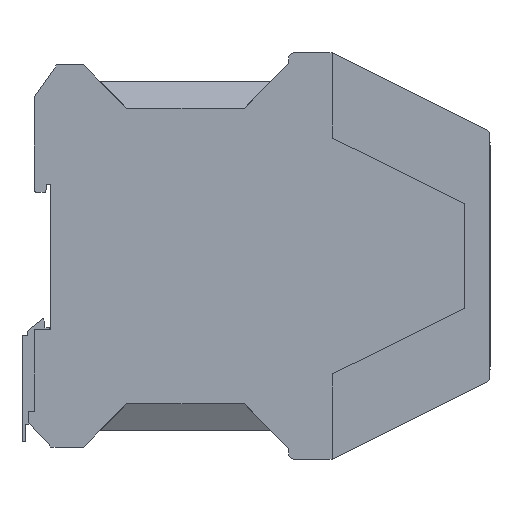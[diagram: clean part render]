
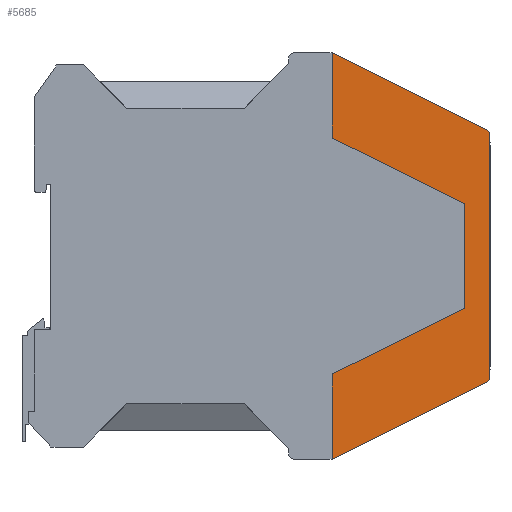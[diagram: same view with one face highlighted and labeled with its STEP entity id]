
A CAD part, left-side view. The second image highlights one B-rep face of the part: STEP entity #5685.
In plain terms, the highlighted planar face has unit normal (-1, 0, 0).
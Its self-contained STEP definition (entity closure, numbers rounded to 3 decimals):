
#4410=CARTESIAN_POINT('POINT4523',(-11.3,-68.5,
   28.75));
#4411=VERTEX_POINT('VERTEX4523',#4410);
#4418=CARTESIAN_POINT('POINT4524',(-11.3,-68.5,
   49.5));
#4419=VERTEX_POINT('VERTEX4524',#4418);
#4420=CARTESIAN_POINT('POS8046',(-11.3,-68.5,
   49.5));
#4421=DIRECTION('DIR10761',(0.,0.,-1.));
#4422=VECTOR('VEC5331',#4421,1.);
#4423=LINE('STRAIGHT5331',#4420,#4422);
#4424=EDGE_CURVE('EDGE6847',#4419,#4411,#4423,.T.);
#4437=CARTESIAN_POINT('POINT4525',(-11.3,-68.5,
   -49.5));
#4438=VERTEX_POINT('VERTEX4525',#4437);
#4441=CARTESIAN_POINT('POINT4526',(-11.3,-68.5,
   -28.75));
#4442=VERTEX_POINT('VERTEX4526',#4441);
#4443=CARTESIAN_POINT('POS8048',(-11.3,-68.5,
   -28.75));
#4444=DIRECTION('DIR10764',(0.,0.,-1.));
#4445=VECTOR('VEC5332',#4444,1.);
#4446=LINE('STRAIGHT5332',#4443,#4445);
#4447=EDGE_CURVE('EDGE6850',#4442,#4438,#4446,.T.);
#4465=CARTESIAN_POINT('POINT4527',(-11.3,-100.7,-12.7));
#4466=VERTEX_POINT('VERTEX4527',#4465);
#4467=CARTESIAN_POINT('POS8051',(-11.3,-100.7,-12.7));
#4468=DIRECTION('DIR10768',(0.,0.895,
   -0.446));
#4469=VECTOR('VEC5334',#4468,1.);
#4470=LINE('STRAIGHT5334',#4467,#4469);
#4471=EDGE_CURVE('EDGE6852',#4466,#4442,#4470,.T.);
#4489=CARTESIAN_POINT('POINT4528',(-11.3,-100.7,12.7));
#4490=VERTEX_POINT('VERTEX4528',#4489);
#4491=CARTESIAN_POINT('POS8054',(-11.3,-100.7,12.7));
#4492=DIRECTION('DIR10772',(0.,0.,-1.));
#4493=VECTOR('VEC5336',#4492,1.);
#4494=LINE('STRAIGHT5336',#4491,#4493);
#4495=EDGE_CURVE('EDGE6854',#4490,#4466,#4494,.T.);
#4513=CARTESIAN_POINT('POS8057',(-11.3,-68.5,
   28.75));
#4514=DIRECTION('DIR10776',(0.,-0.895,
   -0.446));
#4515=VECTOR('VEC5338',#4514,1.);
#4516=LINE('STRAIGHT5338',#4513,#4515);
#4517=EDGE_CURVE('EDGE6856',#4411,#4490,#4516,.T.);
#4950=CARTESIAN_POINT('POINT4556',(-11.3,-106.169,
   30.714));
#4951=VERTEX_POINT('VERTEX4556',#4950);
#4952=CARTESIAN_POINT('POS8102',(-11.3,-106.169,
   30.714));
#4953=DIRECTION('DIR10831',(0.,0.895,
   0.446));
#4954=VECTOR('VEC5373',#4953,1.);
#4955=LINE('STRAIGHT5373',#4952,#4954);
#4956=EDGE_CURVE('EDGE6895',#4951,#4419,#4955,.T.);
#5379=CARTESIAN_POINT('POINT4581',(-11.3,-106.169,
   -30.714));
#5380=VERTEX_POINT('VERTEX4581',#5379);
#5387=CARTESIAN_POINT('POS8147',(-11.3,-68.5,
   -49.5));
#5388=DIRECTION('DIR10886',(0.,-0.895,
   0.446));
#5389=VECTOR('VEC5408',#5388,1.);
#5390=LINE('STRAIGHT5408',#5387,#5389);
#5391=EDGE_CURVE('EDGE6933',#4438,#5380,#5390,.T.);
#5631=CARTESIAN_POINT('POINT4594',(-11.3,-107.,
   -29.372));
#5632=VERTEX_POINT('VERTEX4594',#5631);
#5639=CARTESIAN_POINT('POS8172',(-11.3,-105.5,
   -29.372));
#5640=DIRECTION('DIR10922',(-1.,0.,0.));
#5641=DIRECTION('DIR10923',(0.,-0.446,
   -0.895));
#5642=AXIS2_PLACEMENT_3D('AXIS2751',#5639,#5640,#5641);
#5643=CIRCLE('ELLIPSE660',#5642,1.5);
#5644=EDGE_CURVE('EDGE6958',#5380,#5632,#5643,.T.);
#5655=ORIENTED_EDGE('COEDGE13856',*,*,#4517,.T.);
#5656=ORIENTED_EDGE('COEDGE13857',*,*,#4495,.T.);
#5657=ORIENTED_EDGE('COEDGE13858',*,*,#4471,.T.);
#5658=ORIENTED_EDGE('COEDGE13859',*,*,#4447,.T.);
#5659=ORIENTED_EDGE('COEDGE13860',*,*,#5391,.T.);
#5660=ORIENTED_EDGE('COEDGE13861',*,*,#5644,.T.);
#5661=CARTESIAN_POINT('POINT4595',(-11.3,-107.,
   29.372));
#5662=VERTEX_POINT('VERTEX4595',#5661);
#5663=CARTESIAN_POINT('POS8174',(-11.3,-107.,
   -29.372));
#5664=DIRECTION('DIR10926',(0.,0.,1.));
#5665=VECTOR('VEC5422',#5664,1.);
#5666=LINE('STRAIGHT5422',#5663,#5665);
#5667=EDGE_CURVE('EDGE6959',#5632,#5662,#5666,.T.);
#5668=ORIENTED_EDGE('COEDGE13862',*,*,#5667,.T.);
#5669=CARTESIAN_POINT('POS8175',(-11.3,-105.5,
   29.372));
#5670=DIRECTION('DIR10927',(-1.,0.,0.));
#5671=DIRECTION('DIR10928',(0.,-1.,0.));
#5672=AXIS2_PLACEMENT_3D('AXIS2753',#5669,#5670,#5671);
#5673=CIRCLE('ELLIPSE661',#5672,1.5);
#5674=EDGE_CURVE('EDGE6960',#5662,#4951,#5673,.T.);
#5675=ORIENTED_EDGE('COEDGE13863',*,*,#5674,.T.);
#5676=ORIENTED_EDGE('COEDGE13864',*,*,#4956,.T.);
#5677=ORIENTED_EDGE('COEDGE13865',*,*,#4424,.T.);
#5678=EDGE_LOOP('NONE',(#5655,#5656,#5657,#5658,#5659,#5660,#5668,#5675,
   #5676,#5677));
#5679=FACE_BOUND('LOOP1',#5678,.T.);
#5680=CARTESIAN_POINT('POS8176',(-11.3,-89.371,
   0.));
#5681=DIRECTION('DIR10929',(1.,0.,0.));
#5682=DIRECTION('DIR10930',(0.,1.,0.));
#5683=AXIS2_PLACEMENT_3D('AXIS2754',#5680,#5681,#5682);
#5684=PLANE('PLANE1853',#5683);
#5685=ADVANCED_FACE('FACE2700',(#5679),#5684,.F.);
